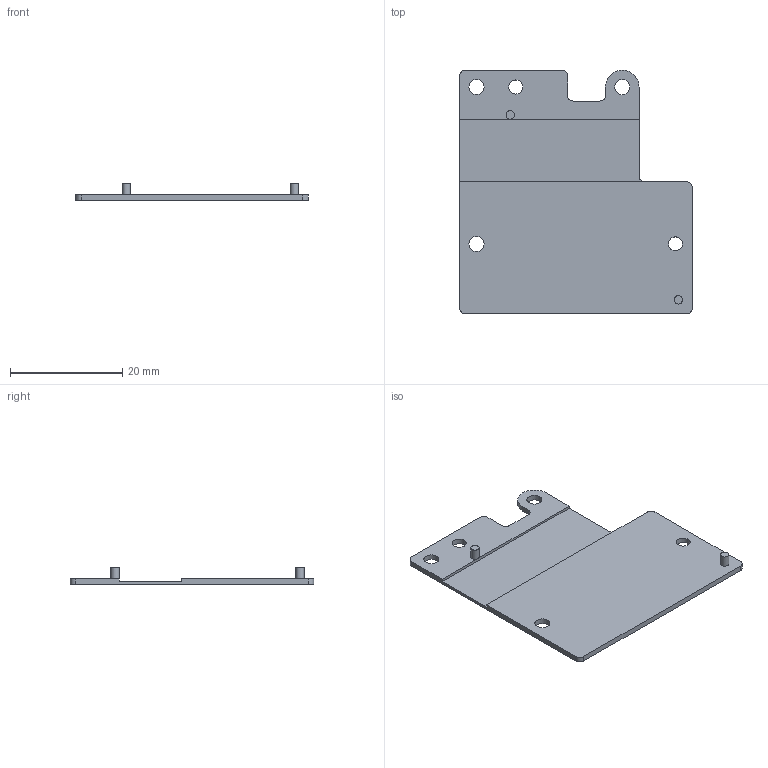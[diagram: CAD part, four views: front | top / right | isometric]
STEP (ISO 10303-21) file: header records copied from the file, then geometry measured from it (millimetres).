
FILE_DESCRIPTION(/* description */ (''),/* implementation_level */ '2;1');
FILE_NAME(/* name */ 'PM-Carrier.step',/* time_stamp */ '2023-07-20T13:19:08+08:00',/* author */ (''),/* organization */ (''),/* preprocessor_version */ 'ST-DEVELOPER v19.2',/* originating_system */ 'Autodesk Translation Framework v12.6.0.85',/* authorisation */ '');
FILE_SCHEMA (('AUTOMOTIVE_DESIGN { 1 0 10303 214 3 1 1 }'));
Length unit declared in the file: millimetre
Products named in the file (1): PM-Carrier
Bounding box: 41.5 x 43.47 x 3 mm (x, y, z)
Volume: 1374.4 mm3; surface area: 3349 mm2
Topology: 1 solids, 1 shells, 32 faces, 88 edges, 59 vertices
Faces by surface type: plane 16, cylinder 16
Full cylindrical faces by diameter (mm): 1.5 x2, 2.5 x2, 2.7 x3
Entity records: 1093 total; most frequent: DIRECTION 187, CARTESIAN_POINT 180, ORIENTED_EDGE 176, EDGE_CURVE 88, AXIS2_PLACEMENT_3D 66, VERTEX_POINT 59, LINE 55, VECTOR 55
